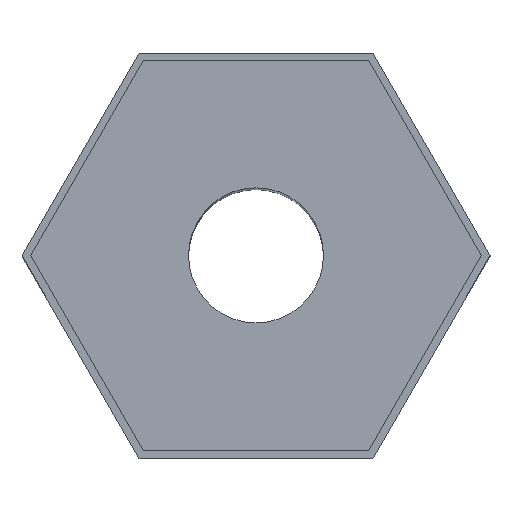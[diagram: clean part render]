
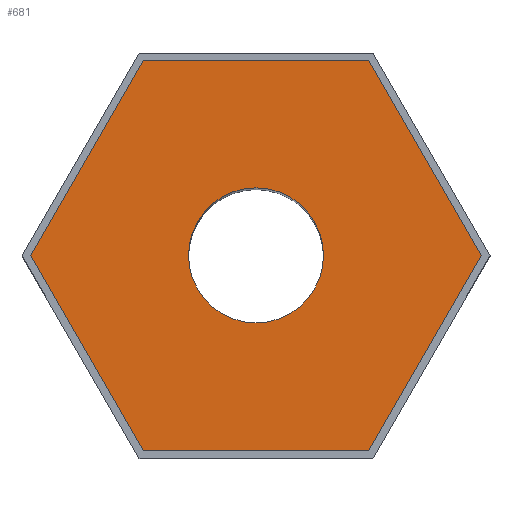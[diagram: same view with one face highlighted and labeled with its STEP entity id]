
A CAD part, top view. The second image highlights one B-rep face of the part: STEP entity #681.
In plain terms, the highlighted planar face has unit normal (0, 0, 1).
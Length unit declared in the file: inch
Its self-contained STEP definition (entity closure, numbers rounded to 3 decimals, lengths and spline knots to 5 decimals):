
#297=CARTESIAN_POINT('',(-0.28125,0.0,0.0));
#298=VERTEX_POINT('',#297);
#306=CARTESIAN_POINT('',(0.28125,0.,0.0));
#307=VERTEX_POINT('',#306);
#314=CARTESIAN_POINT('',(0.0,0.0,0.0));
#315=DIRECTION('',(0.0,0.0,-1.0));
#316=DIRECTION('',(-1.0,0.0,0.0));
#317=AXIS2_PLACEMENT_3D('',#314,#315,#316);
#318=CIRCLE('',#317,0.28125);
#319=EDGE_CURVE('',#298,#307,#318,.T.);
#330=CARTESIAN_POINT('',(0.0,0.0,0.0));
#331=DIRECTION('',(0.0,0.0,-1.0));
#332=DIRECTION('',(-1.0,0.0,0.0));
#333=AXIS2_PLACEMENT_3D('',#330,#331,#332);
#334=CIRCLE('',#333,0.28125);
#335=EDGE_CURVE('',#307,#298,#334,.T.);
#475=CARTESIAN_POINT('',(-0.4691,-0.8125,0.0));
#476=VERTEX_POINT('',#475);
#483=CARTESIAN_POINT('',(-0.93819,0.,0.0));
#484=VERTEX_POINT('',#483);
#485=CARTESIAN_POINT('',(-0.93819,0.,0.0));
#486=DIRECTION('',(0.5,-0.866,0.0));
#487=VECTOR('',#486,0.93819);
#488=LINE('',#485,#487);
#489=EDGE_CURVE('',#484,#476,#488,.T.);
#513=CARTESIAN_POINT('',(0.4691,-0.8125,0.0));
#514=VERTEX_POINT('',#513);
#521=CARTESIAN_POINT('',(-0.4691,-0.8125,0.0));
#522=DIRECTION('',(1.0,0.0,0.0));
#523=VECTOR('',#522,0.93819);
#524=LINE('',#521,#523);
#525=EDGE_CURVE('',#476,#514,#524,.T.);
#544=CARTESIAN_POINT('',(0.93819,0.,0.0));
#545=VERTEX_POINT('',#544);
#552=CARTESIAN_POINT('',(0.4691,-0.8125,0.0));
#553=DIRECTION('',(0.5,0.866,0.0));
#554=VECTOR('',#553,0.93819);
#555=LINE('',#552,#554);
#556=EDGE_CURVE('',#514,#545,#555,.T.);
#575=CARTESIAN_POINT('',(0.4691,0.8125,0.0));
#576=VERTEX_POINT('',#575);
#583=CARTESIAN_POINT('',(0.93819,0.,0.0));
#584=DIRECTION('',(-0.5,0.866,0.0));
#585=VECTOR('',#584,0.93819);
#586=LINE('',#583,#585);
#587=EDGE_CURVE('',#545,#576,#586,.T.);
#606=CARTESIAN_POINT('',(-0.4691,0.8125,0.0));
#607=VERTEX_POINT('',#606);
#614=CARTESIAN_POINT('',(0.4691,0.8125,0.0));
#615=DIRECTION('',(-1.0,0.0,0.0));
#616=VECTOR('',#615,0.93819);
#617=LINE('',#614,#616);
#618=EDGE_CURVE('',#576,#607,#617,.T.);
#636=CARTESIAN_POINT('',(-0.4691,0.8125,0.0));
#637=DIRECTION('',(-0.5,-0.866,0.0));
#638=VECTOR('',#637,0.93819);
#639=LINE('',#636,#638);
#640=EDGE_CURVE('',#607,#484,#639,.T.);
#664=CARTESIAN_POINT('',(0.,0.0,0.0));
#665=DIRECTION('',(0.0,0.0,-1.0));
#666=DIRECTION('',(-1.0,0.0,0.0));
#667=AXIS2_PLACEMENT_3D('',#664,#665,#666);
#668=PLANE('',#667);
#669=ORIENTED_EDGE('',*,*,#640,.T.);
#670=ORIENTED_EDGE('',*,*,#489,.T.);
#671=ORIENTED_EDGE('',*,*,#525,.T.);
#672=ORIENTED_EDGE('',*,*,#556,.T.);
#673=ORIENTED_EDGE('',*,*,#587,.T.);
#674=ORIENTED_EDGE('',*,*,#618,.T.);
#675=EDGE_LOOP('',(#669,#670,#671,#672,#673,#674));
#676=FACE_OUTER_BOUND('',#675,.T.);
#677=ORIENTED_EDGE('',*,*,#319,.T.);
#678=ORIENTED_EDGE('',*,*,#335,.T.);
#679=EDGE_LOOP('',(#677,#678));
#680=FACE_BOUND('',#679,.T.);
#681=ADVANCED_FACE('',(#676,#680),#668,.F.);
